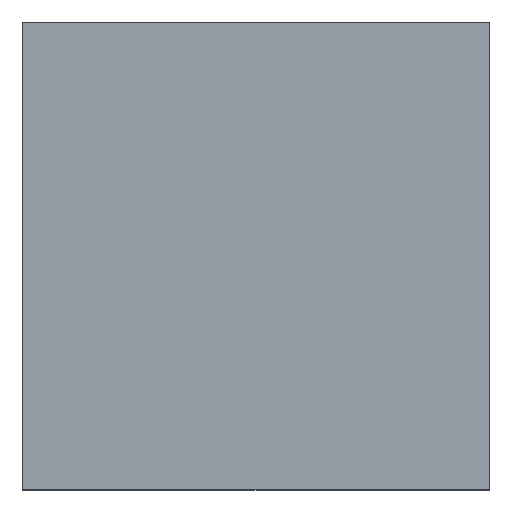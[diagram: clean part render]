
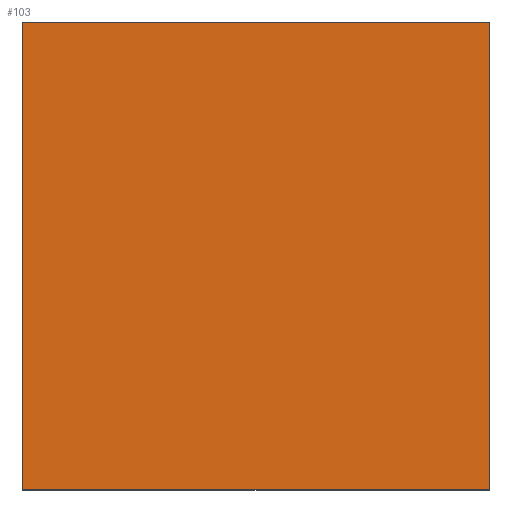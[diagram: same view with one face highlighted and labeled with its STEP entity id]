
A CAD part, front view. The second image highlights one B-rep face of the part: STEP entity #103.
In plain terms, the highlighted planar face has unit normal (0, 1, 0).
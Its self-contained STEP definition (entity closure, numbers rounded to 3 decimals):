
#103=ADVANCED_FACE($,(#165),#795,.T.);
#165=FACE_OUTER_BOUND($,#228,.T.);
#228=EDGE_LOOP($,(#439,#440,#441,#442));
#439=ORIENTED_EDGE($,*,*,#566,.F.);
#440=ORIENTED_EDGE($,*,*,#552,.F.);
#441=ORIENTED_EDGE($,*,*,#545,.F.);
#442=ORIENTED_EDGE($,*,*,#562,.F.);
#545=EDGE_CURVE($,#679,#677,#891,.T.);
#552=EDGE_CURVE($,#677,#683,#895,.T.);
#562=EDGE_CURVE($,#688,#679,#901,.T.);
#566=EDGE_CURVE($,#683,#688,#903,.T.);
#677=VERTEX_POINT($,#3522);
#679=VERTEX_POINT($,#3524);
#683=VERTEX_POINT($,#3528);
#688=VERTEX_POINT($,#3533);
#795=PLANE($,#975);
#891=B_SPLINE_CURVE_WITH_KNOTS($,1,(#1343,#1344),.UNSPECIFIED.,.F.,.F.,(2,
2),(-109.8,0.),.UNSPECIFIED.);
#895=B_SPLINE_CURVE_WITH_KNOTS($,1,(#1360,#1361),.UNSPECIFIED.,.F.,.F.,(2,
2),(-109.8,0.),.UNSPECIFIED.);
#901=B_SPLINE_CURVE_WITH_KNOTS($,1,(#1386,#1387),.UNSPECIFIED.,.F.,.F.,(2,
2),(-109.8,0.),.UNSPECIFIED.);
#903=B_SPLINE_CURVE_WITH_KNOTS($,1,(#1396,#1397),.UNSPECIFIED.,.F.,.F.,(2,
2),(-109.8,0.),.UNSPECIFIED.);
#975=AXIS2_PLACEMENT_3D($,#3495,#991,$);
#991=DIRECTION($,(0.,1.,0.));
#1343=CARTESIAN_POINT($,(39.277,-44.307,-61.812));
#1344=CARTESIAN_POINT($,(39.277,-44.307,47.988));
#1360=CARTESIAN_POINT($,(39.277,-44.307,47.988));
#1361=CARTESIAN_POINT($,(-70.523,-44.307,47.988));
#1386=CARTESIAN_POINT($,(-70.523,-44.307,-61.812));
#1387=CARTESIAN_POINT($,(39.277,-44.307,-61.812));
#1396=CARTESIAN_POINT($,(-70.523,-44.307,47.988));
#1397=CARTESIAN_POINT($,(-70.523,-44.307,-61.812));
#3495=CARTESIAN_POINT($,(39.277,-44.307,-61.812));
#3522=CARTESIAN_POINT($,(39.277,-44.307,47.988));
#3524=CARTESIAN_POINT($,(39.277,-44.307,-61.812));
#3528=CARTESIAN_POINT($,(-70.523,-44.307,47.988));
#3533=CARTESIAN_POINT($,(-70.523,-44.307,-61.812));
